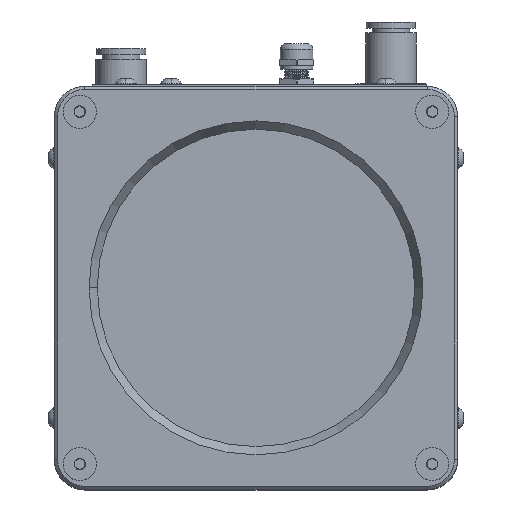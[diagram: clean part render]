
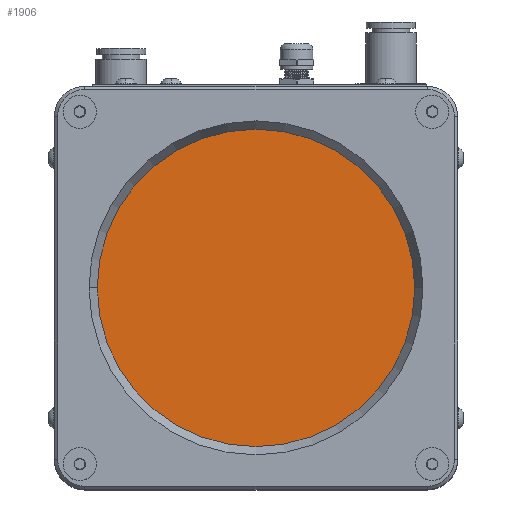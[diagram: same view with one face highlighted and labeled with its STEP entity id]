
A CAD part, top view. The second image highlights one B-rep face of the part: STEP entity #1906.
In plain terms, the highlighted planar face has unit normal (0, 0, 1).
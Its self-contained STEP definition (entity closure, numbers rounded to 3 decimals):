
#1906 = ADVANCED_FACE ( 'NONE', ( #116575 ), #91707, .T. ) ;
#5603 = CARTESIAN_POINT ( 'NONE',  ( -4.649, 19.303, 177.057 ) ) ;
#14680 = DIRECTION ( 'NONE',  ( 0., -1., 0. ) ) ;
#15413 = ORIENTED_EDGE ( 'NONE', *, *, #32273, .T. ) ;
#23201 = EDGE_LOOP ( 'NONE', ( #41415, #15413 ) ) ;
#25078 = CARTESIAN_POINT ( 'NONE',  ( -4.649, -40.697, 177.057 ) ) ;
#30090 = EDGE_CURVE ( 'NONE', #34375, #77155, #31202, .T. ) ;
#31202 = CIRCLE ( 'NONE', #84276, 60. ) ;
#32273 = EDGE_CURVE ( 'NONE', #77155, #34375, #51087, .T. ) ;
#34375 = VERTEX_POINT ( 'NONE', #25078 ) ;
#40551 = AXIS2_PLACEMENT_3D ( 'NONE', #91609, #91593, #91457 ) ;
#40647 = CARTESIAN_POINT ( 'NONE',  ( -4.649, 19.303, 177.057 ) ) ;
#41415 = ORIENTED_EDGE ( 'NONE', *, *, #30090, .T. ) ;
#49802 = DIRECTION ( 'NONE',  ( 0., -1., 0. ) ) ;
#51087 = CIRCLE ( 'NONE', #109317, 60. ) ;
#68975 = DIRECTION ( 'NONE',  ( 0., 0., 1. ) ) ;
#77155 = VERTEX_POINT ( 'NONE', #95964 ) ;
#84276 = AXIS2_PLACEMENT_3D ( 'NONE', #5603, #68975, #14680 ) ;
#91457 = DIRECTION ( 'NONE',  ( 0., -1., 0. ) ) ;
#91593 = DIRECTION ( 'NONE',  ( 0., 0., 1. ) ) ;
#91609 = CARTESIAN_POINT ( 'NONE',  ( -4.649, 19.303, 177.057 ) ) ;
#91707 = PLANE ( 'NONE',  #40551 ) ;
#95964 = CARTESIAN_POINT ( 'NONE',  ( -4.649, 79.303, 177.057 ) ) ;
#103892 = DIRECTION ( 'NONE',  ( 0., 0., 1. ) ) ;
#109317 = AXIS2_PLACEMENT_3D ( 'NONE', #40647, #103892, #49802 ) ;
#116575 = FACE_OUTER_BOUND ( 'NONE', #23201, .T. ) ;
